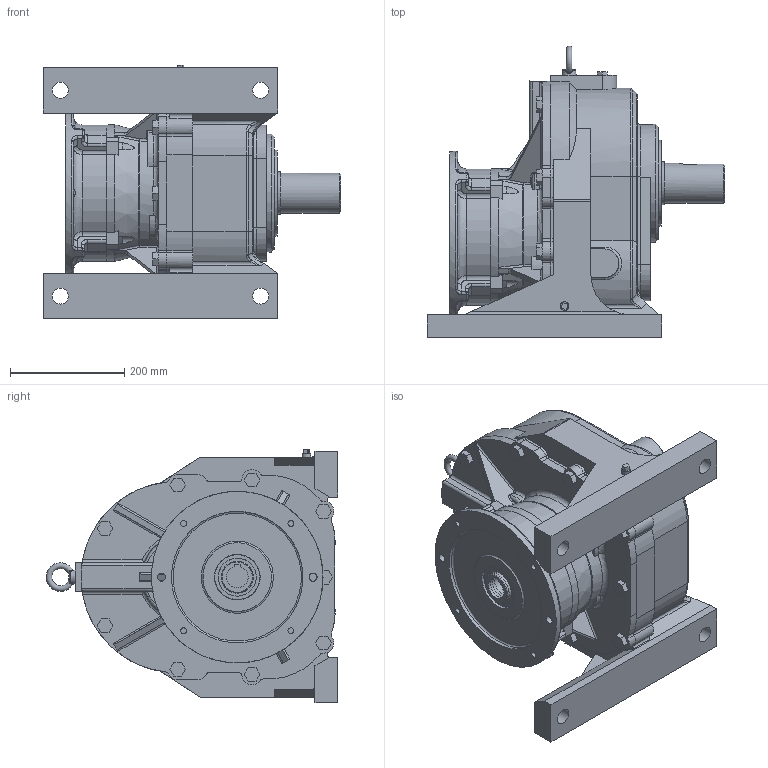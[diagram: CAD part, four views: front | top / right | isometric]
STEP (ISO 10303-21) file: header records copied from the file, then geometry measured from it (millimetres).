
FILE_DESCRIPTION (( 'STEP AP214' ), '1' );
FILE_NAME ('EK2DO08380H001_F1HM27_7.5KW_R40~60_defeature.stp', '2022-06-08T01:08:12', ( 'Windows 餌辨濠' ), ( '' ), 'SwSTEP 2.0', 'SolidWorks 2021', '' );
FILE_SCHEMA (( 'AUTOMOTIVE_DESIGN' ));
Length unit declared in the file: millimetre
Products named in the file (1): EK2DO08380H001_F1HM27_7.5KW_R40~60_defeature
Bounding box: 520 x 509.96 x 444 mm (x, y, z)
Volume: 34156479.1 mm3; surface area: 1079993 mm2
Topology: 1 solids, 2 shells, 718 faces, 1815 edges, 1116 vertices
Faces by surface type: plane 283, cylinder 257, bspline 91, torus 53, cone 29, sphere 5
Full cylindrical faces by diameter (mm): 4 x1, 10.2 x4, 14 x2, 28 x4, 48 x1, 55 x3, 66.41 x2, 70 x1, 75 x2, 78.59 x2, 80 x2, 150 x1, 206 x1, 230 x1, 300 x1
Entity records: 29542 total; most frequent: CARTESIAN_POINT 11658, ORIENTED_EDGE 3482, DIRECTION 3187, EDGE_CURVE 1741, AXIS2_PLACEMENT_3D 1180, VERTEX_POINT 1098, LINE 827, VECTOR 827
